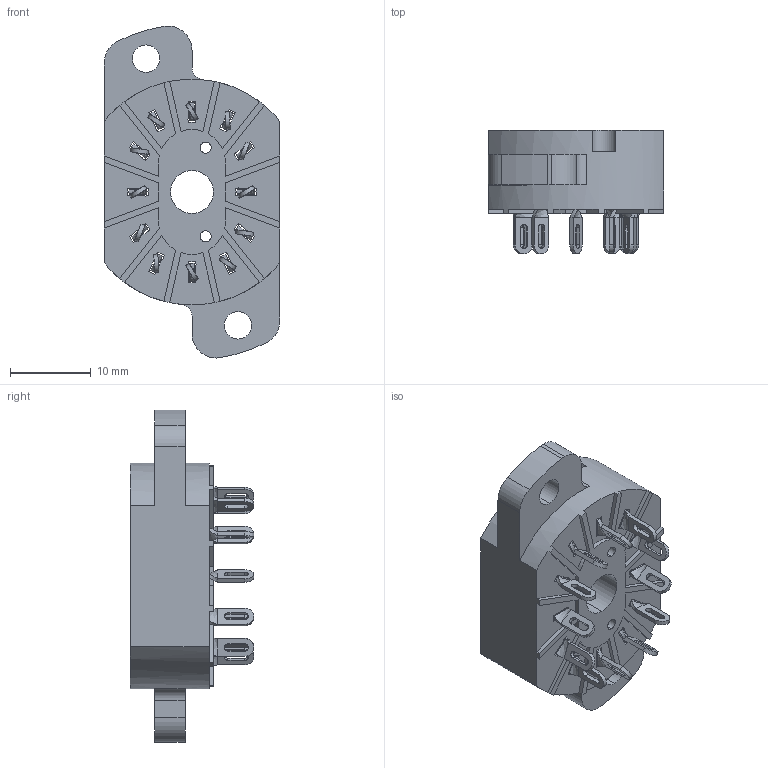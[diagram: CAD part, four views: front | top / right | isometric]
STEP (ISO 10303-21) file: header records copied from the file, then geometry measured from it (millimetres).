
FILE_DESCRIPTION (( 'STEP AP214' ), '1' );
FILE_NAME ('SK-136 socket.STEP', '2022-09-23T19:23:43', ( '' ), ( '' ), 'SwSTEP 2.0', 'SolidWorks 2020', '' );
FILE_SCHEMA (( 'AUTOMOTIVE_DESIGN' ));
Length unit declared in the file: millimetre
Products named in the file (3): SK-136 socket base; SK-136 socket; SK-136 socket pin
Assembly tree (13 placements, depth 2):
  SK-136 socket
    SK-136 socket base
    SK-136 socket pin  x12
Bounding box: 21.8 x 15.3 x 41.19 mm (x, y, z)
Volume: 5330.5 mm3; surface area: 4240.5 mm2
Topology: 13 solids, 13 shells, 428 faces, 1114 edges, 710 vertices
Faces by surface type: plane 281, cylinder 97, bspline 48, cone 2
Entity records: 7964 total; most frequent: CARTESIAN_POINT 1528, ORIENTED_EDGE 1348, DIRECTION 1278, EDGE_CURVE 674, VECTOR 486, LINE 486, VERTEX_POINT 446, AXIS2_PLACEMENT_3D 396
